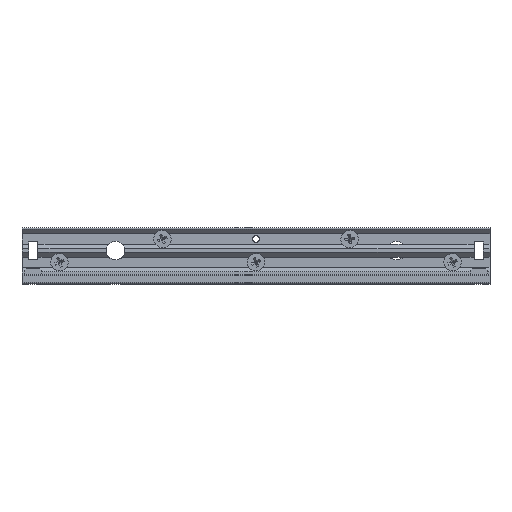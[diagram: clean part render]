
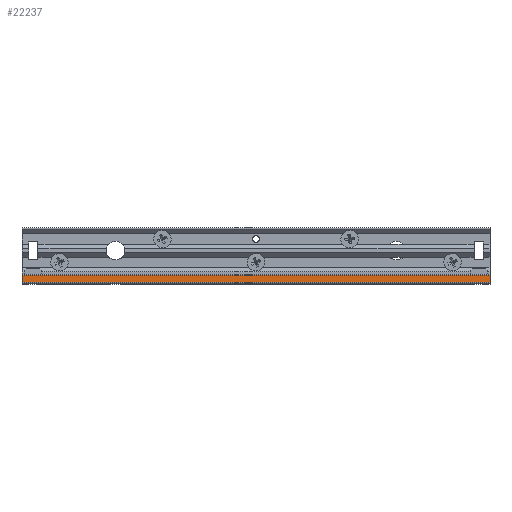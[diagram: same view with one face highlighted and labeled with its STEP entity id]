
A CAD part, top view. The second image highlights one B-rep face of the part: STEP entity #22237.
In plain terms, the highlighted planar face has unit normal (0, 0, 1).
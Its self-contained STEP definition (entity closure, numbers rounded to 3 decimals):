
#948 = CARTESIAN_POINT ( 'NONE',  ( -125., 4.25, 48. ) ) ;
#1143 = DIRECTION ( 'NONE',  ( 1., 0., 0. ) ) ;
#1773 = VERTEX_POINT ( 'NONE', #948 ) ;
#2951 = CARTESIAN_POINT ( 'NONE',  ( 125., 4.75, 48. ) ) ;
#3189 = VECTOR ( 'NONE', #9188, 1000. ) ;
#3434 = LINE ( 'NONE', #2951, #18603 ) ;
#3437 = DIRECTION ( 'NONE',  ( 1., 0., 0. ) ) ;
#4371 = ORIENTED_EDGE ( 'NONE', *, *, #10277, .T. ) ;
#5442 = EDGE_CURVE ( 'NONE', #28692, #1773, #23416, .T. ) ;
#5799 = ORIENTED_EDGE ( 'NONE', *, *, #5442, .T. ) ;
#5814 = CARTESIAN_POINT ( 'NONE',  ( 125., 0.5, 48. ) ) ;
#5845 = EDGE_CURVE ( 'NONE', #28692, #30231, #3434, .T. ) ;
#5865 = CARTESIAN_POINT ( 'NONE',  ( -125., 0.5, 48. ) ) ;
#6340 = EDGE_LOOP ( 'NONE', ( #29150, #5799, #4371, #17623 ) ) ;
#6963 = VECTOR ( 'NONE', #3437, 1000. ) ;
#9188 = DIRECTION ( 'NONE',  ( 0., -1., 0. ) ) ;
#10277 = EDGE_CURVE ( 'NONE', #1773, #17244, #19062, .T. ) ;
#10880 = AXIS2_PLACEMENT_3D ( 'NONE', #25938, #13452, #1143 ) ;
#12845 = DIRECTION ( 'NONE',  ( 0., -1., 0. ) ) ;
#13452 = DIRECTION ( 'NONE',  ( 0., 0., 1. ) ) ;
#13936 = FACE_OUTER_BOUND ( 'NONE', #6340, .T. ) ;
#17244 = VERTEX_POINT ( 'NONE', #29111 ) ;
#17623 = ORIENTED_EDGE ( 'NONE', *, *, #24657, .T. ) ;
#18382 = CARTESIAN_POINT ( 'NONE',  ( -125., 4.25, 48. ) ) ;
#18603 = VECTOR ( 'NONE', #12845, 1000. ) ;
#19062 = LINE ( 'NONE', #26541, #3189 ) ;
#19778 = CARTESIAN_POINT ( 'NONE',  ( 125., 4.25, 48. ) ) ;
#20459 = DIRECTION ( 'NONE',  ( -1., 0., 0. ) ) ;
#22237 = ADVANCED_FACE ( 'NONE', ( #13936 ), #23830, .T. ) ;
#23416 = LINE ( 'NONE', #18382, #25371 ) ;
#23830 = PLANE ( 'NONE',  #10880 ) ;
#24657 = EDGE_CURVE ( 'NONE', #17244, #30231, #28085, .T. ) ;
#25371 = VECTOR ( 'NONE', #20459, 1000. ) ;
#25938 = CARTESIAN_POINT ( 'NONE',  ( -125., 4.75, 48. ) ) ;
#26541 = CARTESIAN_POINT ( 'NONE',  ( -125., 4.75, 48. ) ) ;
#28085 = LINE ( 'NONE', #5865, #6963 ) ;
#28692 = VERTEX_POINT ( 'NONE', #19778 ) ;
#29111 = CARTESIAN_POINT ( 'NONE',  ( -125., 0.5, 48. ) ) ;
#29150 = ORIENTED_EDGE ( 'NONE', *, *, #5845, .F. ) ;
#30231 = VERTEX_POINT ( 'NONE', #5814 ) ;
